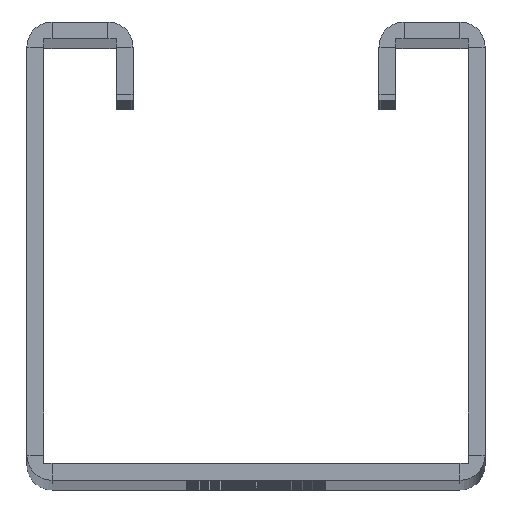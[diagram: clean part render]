
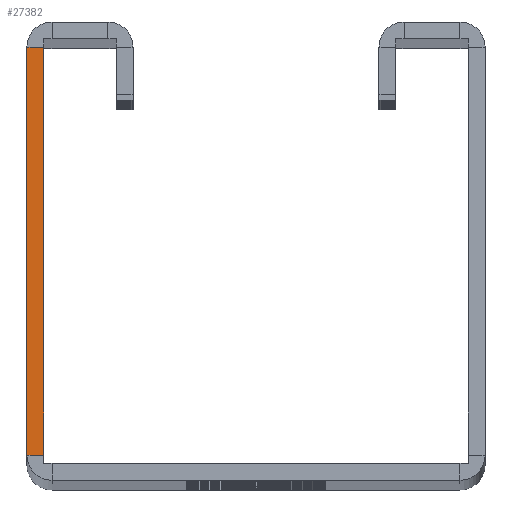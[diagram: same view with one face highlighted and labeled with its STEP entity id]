
A CAD part, top view. The second image highlights one B-rep face of the part: STEP entity #27382.
In plain terms, the highlighted planar face has unit normal (0, 0, 1).
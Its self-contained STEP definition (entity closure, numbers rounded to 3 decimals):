
#74 = CARTESIAN_POINT ( 'NONE',  ( -20.5, 0., 0. ) ) ;
#260 = EDGE_CURVE ( 'NONE', #3853, #17334, #28213, .T. ) ;
#1220 = VECTOR ( 'NONE', #21656, 1000. ) ;
#2330 = ORIENTED_EDGE ( 'NONE', *, *, #260, .F. ) ;
#3853 = VERTEX_POINT ( 'NONE', #26657 ) ;
#3887 = LINE ( 'NONE', #4412, #1220 ) ;
#4113 = CARTESIAN_POINT ( 'NONE',  ( -20.5, 2.25, 0. ) ) ;
#4326 = EDGE_CURVE ( 'NONE', #3853, #15121, #21184, .T. ) ;
#4412 = CARTESIAN_POINT ( 'NONE',  ( -19., 0., 0. ) ) ;
#7342 = DIRECTION ( 'NONE',  ( 0., 1., 0. ) ) ;
#8170 = VECTOR ( 'NONE', #7342, 1000. ) ;
#8950 = DIRECTION ( 'NONE',  ( 1., 0., 0. ) ) ;
#10307 = DIRECTION ( 'NONE',  ( -1., 0., 0. ) ) ;
#12817 = DIRECTION ( 'NONE',  ( 0., 0., 1. ) ) ;
#13285 = CARTESIAN_POINT ( 'NONE',  ( -20.5, 38.75, 0. ) ) ;
#14876 = ORIENTED_EDGE ( 'NONE', *, *, #31752, .T. ) ;
#15121 = VERTEX_POINT ( 'NONE', #15341 ) ;
#15341 = CARTESIAN_POINT ( 'NONE',  ( -19., 2.25, 0. ) ) ;
#15346 = ORIENTED_EDGE ( 'NONE', *, *, #4326, .T. ) ;
#17334 = VERTEX_POINT ( 'NONE', #13285 ) ;
#18454 = VERTEX_POINT ( 'NONE', #28389 ) ;
#18892 = VECTOR ( 'NONE', #8950, 1000. ) ;
#20009 = CARTESIAN_POINT ( 'NONE',  ( -19., 38.75, 0. ) ) ;
#21100 = ORIENTED_EDGE ( 'NONE', *, *, #24880, .T. ) ;
#21184 = LINE ( 'NONE', #4113, #18892 ) ;
#21656 = DIRECTION ( 'NONE',  ( 0., 1., 0. ) ) ;
#23614 = FACE_OUTER_BOUND ( 'NONE', #28444, .T. ) ;
#24862 = LINE ( 'NONE', #20009, #25997 ) ;
#24880 = EDGE_CURVE ( 'NONE', #15121, #18454, #3887, .T. ) ;
#25172 = CARTESIAN_POINT ( 'NONE',  ( -18.25, 1.5, 0. ) ) ;
#25997 = VECTOR ( 'NONE', #10307, 1000. ) ;
#26657 = CARTESIAN_POINT ( 'NONE',  ( -20.5, 2.25, 0. ) ) ;
#27216 = DIRECTION ( 'NONE',  ( 1., 0., 0. ) ) ;
#27382 = ADVANCED_FACE ( 'NONE', ( #23614 ), #27530, .T. ) ;
#27530 = PLANE ( 'NONE',  #31678 ) ;
#28213 = LINE ( 'NONE', #74, #8170 ) ;
#28389 = CARTESIAN_POINT ( 'NONE',  ( -19., 38.75, 0. ) ) ;
#28444 = EDGE_LOOP ( 'NONE', ( #2330, #15346, #21100, #14876 ) ) ;
#31678 = AXIS2_PLACEMENT_3D ( 'NONE', #25172, #12817, #27216 ) ;
#31752 = EDGE_CURVE ( 'NONE', #18454, #17334, #24862, .T. ) ;
